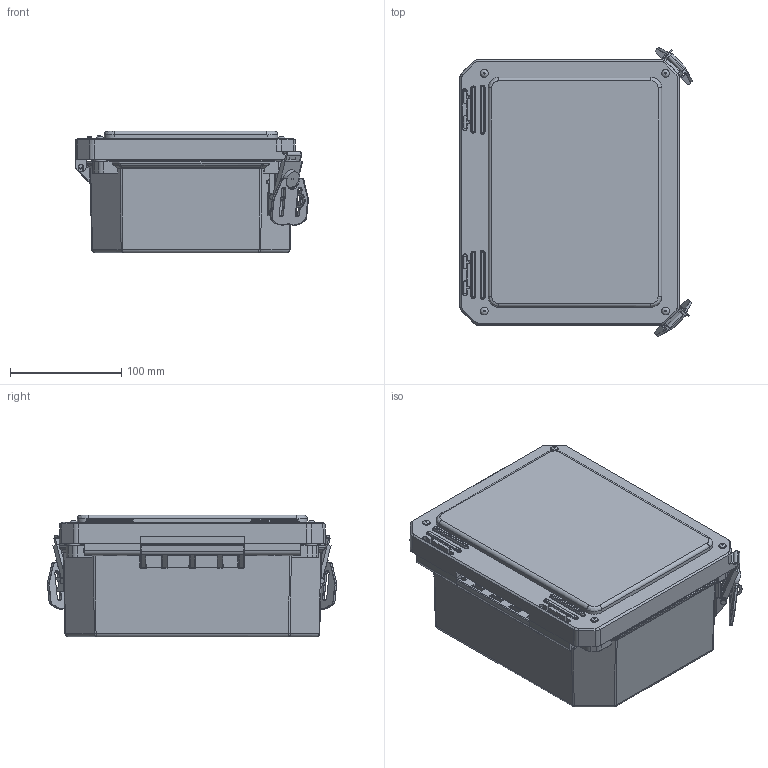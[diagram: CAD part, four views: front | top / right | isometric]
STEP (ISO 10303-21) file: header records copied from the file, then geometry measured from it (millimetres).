
FILE_DESCRIPTION (( 'STEP AP214' ), '1' );
FILE_NAME ('FR80604HLL.STEP', '2018-10-31T12:44:09', ( '' ), ( '' ), 'SwSTEP 2.0', 'SolidWorks 2018', '' );
FILE_SCHEMA (( 'AUTOMOTIVE_DESIGN' ));
Length unit declared in the file: inch
Products named in the file (1): FR80604HLL
Bounding box: 209.31 x 260.13 x 109.48 mm (x, y, z)
Volume: 739034.6 mm3; surface area: 409322.2 mm2
Topology: 37 solids, 37 shells, 2200 faces, 5296 edges, 3118 vertices
Faces by surface type: cylinder 855, plane 757, bspline 528, cone 48, torus 12
Full cylindrical faces by diameter (mm): 1.267 x4, 1.27 x2, 2.489 x4, 3.429 x4, 3.48 x2, 3.81 x4, 3.861 x8, 3.962 x16, 5.08 x4, 5.3 x4, 5.563 x2, 5.766 x2, 6.248 x16, 6.401 x4, 6.426 x4, 7.938 x2, 9.22 x2, 11.049 x2, 15.24 x2
Entity records: 91054 total; most frequent: CARTESIAN_POINT 45689, ORIENTED_EDGE 10146, DIRECTION 7630, EDGE_CURVE 5073, VERTEX_POINT 3088, AXIS2_PLACEMENT_3D 2582, VECTOR 2466, LINE 2466
